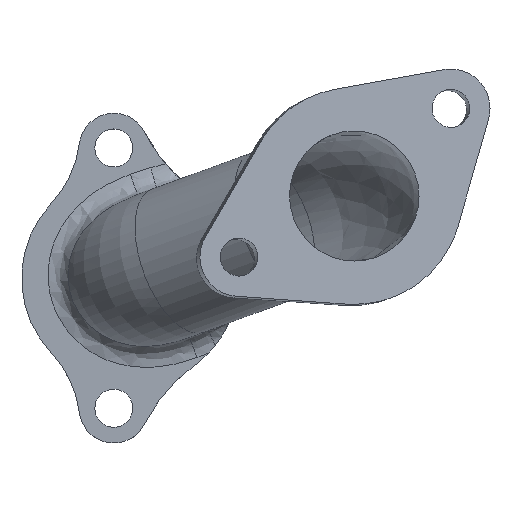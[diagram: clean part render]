
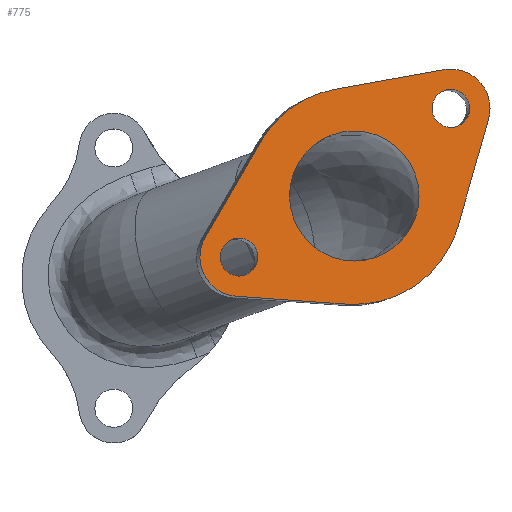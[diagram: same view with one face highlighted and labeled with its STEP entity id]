
A CAD part, top view. The second image highlights one B-rep face of the part: STEP entity #775.
In plain terms, the highlighted planar face has unit normal (0.101, 0.037, 0.994).
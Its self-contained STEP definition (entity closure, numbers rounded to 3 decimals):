
#659=AXIS2_PLACEMENT_3D('Plane Axis2P3D',#656,#657,#658) ;
#673=AXIS2_PLACEMENT_3D('Ellipse Axis2P3D',#670,#671,#672) ;
#688=AXIS2_PLACEMENT_3D('Ellipse Axis2P3D',#685,#686,#687) ;
#703=AXIS2_PLACEMENT_3D('Ellipse Axis2P3D',#700,#701,#702) ;
#718=AXIS2_PLACEMENT_3D('Ellipse Axis2P3D',#715,#716,#717) ;
#738=AXIS2_PLACEMENT_3D('Ellipse Axis2P3D',#735,#736,#737) ;
#748=AXIS2_PLACEMENT_3D('Ellipse Axis2P3D',#745,#746,#747) ;
#758=AXIS2_PLACEMENT_3D('Ellipse Axis2P3D',#755,#756,#757) ;
#768=AXIS2_PLACEMENT_3D('Ellipse Axis2P3D',#765,#766,#767) ;
#578=CARTESIAN_POINT('Vertex',(37.242,26.325,53.)) ;
#582=CARTESIAN_POINT('Control Point',(37.242,26.325,53.)) ;
#583=CARTESIAN_POINT('Control Point',(35.481,25.684,53.203)) ;
#584=CARTESIAN_POINT('Control Point',(33.847,24.696,53.406)) ;
#585=CARTESIAN_POINT('Control Point',(32.43,23.392,53.598)) ;
#586=CARTESIAN_POINT('Control Point',(30.183,20.294,53.942)) ;
#587=CARTESIAN_POINT('Control Point',(29.272,16.569,54.172)) ;
#588=CARTESIAN_POINT('Control Point',(29.192,14.637,54.252)) ;
#589=CARTESIAN_POINT('Control Point',(29.79,10.843,54.332)) ;
#590=CARTESIAN_POINT('Control Point',(31.771,7.552,54.252)) ;
#591=CARTESIAN_POINT('Control Point',(33.074,6.124,54.172)) ;
#592=CARTESIAN_POINT('Control Point',(36.166,3.855,53.942)) ;
#593=CARTESIAN_POINT('Control Point',(39.879,2.926,53.598)) ;
#594=CARTESIAN_POINT('Control Point',(41.802,2.838,53.406)) ;
#595=CARTESIAN_POINT('Control Point',(43.69,3.132,53.203)) ;
#596=CARTESIAN_POINT('Control Point',(45.451,3.773,53.)) ;
#597=CARTESIAN_POINT('Vertex',(45.451,3.773,53.)) ;
#633=CARTESIAN_POINT('Control Point',(45.451,3.773,53.)) ;
#634=CARTESIAN_POINT('Control Point',(47.212,4.414,52.797)) ;
#635=CARTESIAN_POINT('Control Point',(48.846,5.402,52.594)) ;
#636=CARTESIAN_POINT('Control Point',(50.263,6.706,52.402)) ;
#637=CARTESIAN_POINT('Control Point',(52.51,9.804,52.058)) ;
#638=CARTESIAN_POINT('Control Point',(53.42,13.529,51.828)) ;
#639=CARTESIAN_POINT('Control Point',(53.501,15.461,51.748)) ;
#640=CARTESIAN_POINT('Control Point',(52.903,19.255,51.668)) ;
#641=CARTESIAN_POINT('Control Point',(50.922,22.546,51.748)) ;
#642=CARTESIAN_POINT('Control Point',(49.619,23.974,51.828)) ;
#643=CARTESIAN_POINT('Control Point',(46.527,26.243,52.058)) ;
#644=CARTESIAN_POINT('Control Point',(42.814,27.171,52.402)) ;
#645=CARTESIAN_POINT('Control Point',(40.891,27.259,52.594)) ;
#646=CARTESIAN_POINT('Control Point',(39.003,26.966,52.797)) ;
#647=CARTESIAN_POINT('Control Point',(37.242,26.325,53.)) ;
#656=CARTESIAN_POINT('Axis2P3D Location',(5.81,2.115,57.096)) ;
#661=CARTESIAN_POINT('Line Origine',(19.007,16.313,55.227)) ;
#665=CARTESIAN_POINT('Vertex',(24.151,25.168,54.375)) ;
#667=CARTESIAN_POINT('Vertex',(13.864,7.457,56.078)) ;
#670=CARTESIAN_POINT('Axis2P3D Location',(20.097,3.788,55.58)) ;
#675=CARTESIAN_POINT('Vertex',(19.615,-3.439,55.896)) ;
#678=CARTESIAN_POINT('Line Origine',(29.816,-4.163,54.885)) ;
#682=CARTESIAN_POINT('Vertex',(40.017,-4.888,53.874)) ;
#685=CARTESIAN_POINT('Axis2P3D Location',(41.346,15.049,53.)) ;
#690=CARTESIAN_POINT('Vertex',(60.477,9.483,51.259)) ;
#693=CARTESIAN_POINT('Line Origine',(63.288,19.347,50.608)) ;
#697=CARTESIAN_POINT('Vertex',(66.098,29.21,49.957)) ;
#700=CARTESIAN_POINT('Axis2P3D Location',(59.163,31.228,50.588)) ;
#705=CARTESIAN_POINT('Vertex',(57.858,38.358,50.456)) ;
#708=CARTESIAN_POINT('Line Origine',(47.803,36.539,51.547)) ;
#712=CARTESIAN_POINT('Vertex',(37.748,34.719,52.638)) ;
#715=CARTESIAN_POINT('Axis2P3D Location',(41.346,15.049,53.)) ;
#735=CARTESIAN_POINT('Axis2P3D Location',(20.097,3.788,55.58)) ;
#740=CARTESIAN_POINT('Vertex',(21.294,0.499,55.58)) ;
#742=CARTESIAN_POINT('Vertex',(18.9,7.077,55.58)) ;
#745=CARTESIAN_POINT('Axis2P3D Location',(20.097,3.788,55.58)) ;
#755=CARTESIAN_POINT('Axis2P3D Location',(59.163,31.228,50.588)) ;
#760=CARTESIAN_POINT('Vertex',(57.966,34.516,50.588)) ;
#762=CARTESIAN_POINT('Vertex',(60.36,27.939,50.588)) ;
#765=CARTESIAN_POINT('Axis2P3D Location',(59.163,31.228,50.588)) ;
#657=DIRECTION('Axis2P3D Direction',(0.101,0.037,0.994)) ;
#658=DIRECTION('Axis2P3D XDirection',(-0.342,0.94,0.)) ;
#662=DIRECTION('Vector Direction',(-0.501,-0.862,0.083)) ;
#671=DIRECTION('Axis2P3D Direction',(0.101,0.037,0.994)) ;
#672=DIRECTION('Axis2P3D XDirection',(-0.342,0.94,0.)) ;
#679=DIRECTION('Vector Direction',(0.993,-0.07,-0.098)) ;
#686=DIRECTION('Axis2P3D Direction',(0.101,0.037,0.994)) ;
#687=DIRECTION('Axis2P3D XDirection',(-0.342,0.94,0.)) ;
#694=DIRECTION('Vector Direction',(0.273,0.96,-0.063)) ;
#701=DIRECTION('Axis2P3D Direction',(0.101,0.037,0.994)) ;
#702=DIRECTION('Axis2P3D XDirection',(-0.342,0.94,0.)) ;
#709=DIRECTION('Vector Direction',(-0.978,-0.177,0.106)) ;
#716=DIRECTION('Axis2P3D Direction',(0.101,0.037,0.994)) ;
#717=DIRECTION('Axis2P3D XDirection',(-0.342,0.94,0.)) ;
#736=DIRECTION('Axis2P3D Direction',(0.101,0.037,0.994)) ;
#737=DIRECTION('Axis2P3D XDirection',(-0.342,0.94,0.)) ;
#746=DIRECTION('Axis2P3D Direction',(0.101,0.037,0.994)) ;
#747=DIRECTION('Axis2P3D XDirection',(-0.342,0.94,0.)) ;
#756=DIRECTION('Axis2P3D Direction',(0.101,0.037,0.994)) ;
#757=DIRECTION('Axis2P3D XDirection',(-0.342,0.94,0.)) ;
#766=DIRECTION('Axis2P3D Direction',(0.101,0.037,0.994)) ;
#767=DIRECTION('Axis2P3D XDirection',(-0.342,0.94,0.)) ;
#663=VECTOR('Line Direction',#662,1.) ;
#680=VECTOR('Line Direction',#679,1.) ;
#695=VECTOR('Line Direction',#694,1.) ;
#710=VECTOR('Line Direction',#709,1.) ;
#722=ORIENTED_EDGE('',*,*,#669,.T.) ;
#723=ORIENTED_EDGE('',*,*,#677,.T.) ;
#724=ORIENTED_EDGE('',*,*,#684,.T.) ;
#725=ORIENTED_EDGE('',*,*,#692,.T.) ;
#726=ORIENTED_EDGE('',*,*,#699,.T.) ;
#727=ORIENTED_EDGE('',*,*,#707,.T.) ;
#728=ORIENTED_EDGE('',*,*,#714,.T.) ;
#729=ORIENTED_EDGE('',*,*,#720,.T.) ;
#732=ORIENTED_EDGE('',*,*,#599,.F.) ;
#733=ORIENTED_EDGE('',*,*,#648,.F.) ;
#752=ORIENTED_EDGE('',*,*,#744,.F.) ;
#753=ORIENTED_EDGE('',*,*,#750,.F.) ;
#772=ORIENTED_EDGE('',*,*,#764,.F.) ;
#773=ORIENTED_EDGE('',*,*,#770,.F.) ;
#734=FACE_BOUND('',#731,.T.) ;
#754=FACE_BOUND('',#751,.T.) ;
#774=FACE_BOUND('',#771,.T.) ;
#775=ADVANCED_FACE('Corps de pi\X2\00E8\X0\ce.2',(#730,#734,#754,#774),#660,.T.) ;
#581=B_SPLINE_CURVE_WITH_KNOTS('',5,(#582,#583,#584,#585,#586,#587,#588,#589,#590,#591,#592,#593,#594,#595,#596),.UNSPECIFIED.,.F.,.U.,(6,3,3,3,6),(0.,9.425,18.85,28.274,37.699),.UNSPECIFIED.) ;
#632=B_SPLINE_CURVE_WITH_KNOTS('',5,(#633,#634,#635,#636,#637,#638,#639,#640,#641,#642,#643,#644,#645,#646,#647),.UNSPECIFIED.,.F.,.U.,(6,3,3,3,6),(37.699,47.124,56.549,65.973,75.398),.UNSPECIFIED.) ;
#599=EDGE_CURVE('',#579,#598,#581,.T.) ;
#648=EDGE_CURVE('',#598,#579,#632,.T.) ;
#669=EDGE_CURVE('',#666,#668,#664,.T.) ;
#677=EDGE_CURVE('',#668,#676,#674,.T.) ;
#684=EDGE_CURVE('',#676,#683,#681,.T.) ;
#692=EDGE_CURVE('',#683,#691,#689,.T.) ;
#699=EDGE_CURVE('',#691,#698,#696,.T.) ;
#707=EDGE_CURVE('',#698,#706,#704,.T.) ;
#714=EDGE_CURVE('',#706,#713,#711,.T.) ;
#720=EDGE_CURVE('',#713,#666,#719,.T.) ;
#744=EDGE_CURVE('',#741,#743,#739,.T.) ;
#750=EDGE_CURVE('',#743,#741,#749,.T.) ;
#764=EDGE_CURVE('',#761,#763,#759,.T.) ;
#770=EDGE_CURVE('',#763,#761,#769,.T.) ;
#721=EDGE_LOOP('',(#722,#723,#724,#725,#726,#727,#728,#729)) ;
#731=EDGE_LOOP('',(#732,#733)) ;
#751=EDGE_LOOP('',(#752,#753)) ;
#771=EDGE_LOOP('',(#772,#773)) ;
#674=ELLIPSE('Ellipse',#673,7.25,7.25) ;
#689=ELLIPSE('Ellipse',#688,20.,20.) ;
#704=ELLIPSE('Ellipse',#703,7.25,7.25) ;
#719=ELLIPSE('Ellipse',#718,20.,20.) ;
#739=ELLIPSE('Ellipse',#738,3.5,3.5) ;
#749=ELLIPSE('Ellipse',#748,3.5,3.5) ;
#759=ELLIPSE('Ellipse',#758,3.5,3.5) ;
#769=ELLIPSE('Ellipse',#768,3.5,3.5) ;
#730=FACE_OUTER_BOUND('',#721,.T.) ;
#664=LINE('Line',#661,#663) ;
#681=LINE('Line',#678,#680) ;
#696=LINE('Line',#693,#695) ;
#711=LINE('Line',#708,#710) ;
#660=PLANE('',#659) ;
#579=VERTEX_POINT('',#578) ;
#598=VERTEX_POINT('',#597) ;
#666=VERTEX_POINT('',#665) ;
#668=VERTEX_POINT('',#667) ;
#676=VERTEX_POINT('',#675) ;
#683=VERTEX_POINT('',#682) ;
#691=VERTEX_POINT('',#690) ;
#698=VERTEX_POINT('',#697) ;
#706=VERTEX_POINT('',#705) ;
#713=VERTEX_POINT('',#712) ;
#741=VERTEX_POINT('',#740) ;
#743=VERTEX_POINT('',#742) ;
#761=VERTEX_POINT('',#760) ;
#763=VERTEX_POINT('',#762) ;
